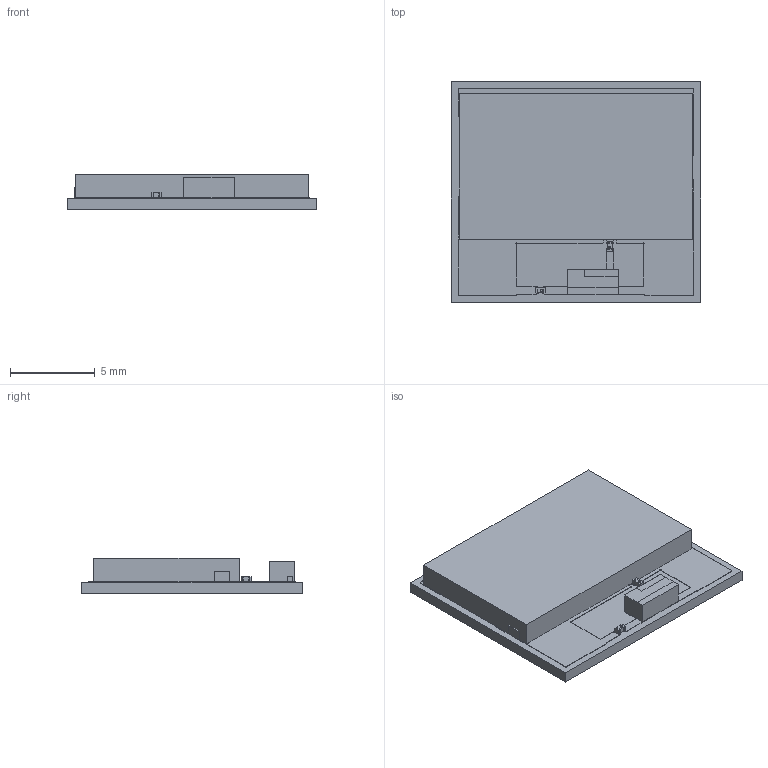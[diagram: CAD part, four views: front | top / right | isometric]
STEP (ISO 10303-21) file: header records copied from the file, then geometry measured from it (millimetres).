
FILE_DESCRIPTION(/* description */ (''),/* implementation_level */ '2;1');
FILE_NAME(/* name */ 'BLE121LR-A.step',/* time_stamp */ '2019-09-24T16:15:44+03:00',/* author */ (''),/* organization */ (''),/* preprocessor_version */ 'ST-DEVELOPER v18',/* originating_system */ 'Autodesk Translation Framework v8.6.0.1094',/* authorisation */ '');
FILE_SCHEMA (('AUTOMOTIVE_DESIGN { 1 0 10303 214 3 1 1 }'));
Products named in the file (172): (Unsaved); DesignRootModel; uid__114; uid__113; uid__112; uid__111; uid__110; uid__109; uid__108; uid__107; uid__106; uid__105; uid__104; uid__103; uid__102; uid__101; uid__100; uid__99; uid__98; uid__97; uid__96; uid__95; uid__94; uid__93; uid__92; uid__91; uid__90; uid__89; uid__88; uid__87; uid__86; uid__85; uid__84; uid__83; uid__82; uid__81; uid__80; uid__79; uid__78; uid__77 ...
Assembly tree (227 placements, depth 5):
  (Unsaved)
    DesignRootModel
      uid__114
      uid__113
      uid__112
      uid__111
      uid__110
      uid__109
      uid__108
      uid__107
      uid__106
      uid__105
      uid__104
      uid__103
      uid__102
      uid__101
      uid__100
      uid__99
      uid__98
      uid__97
      uid__96
      uid__95
      uid__94
      uid__93
      uid__92
      uid__91
      uid__90
      uid__89
      uid__88
      uid__87
      uid__86
      uid__85
      uid__84
      uid__83
      uid__82
      uid__81
      uid__80
      uid__79
      uid__78
      uid__77
      uid__76
      uid__75
      uid__74
      uid__73
      uid__72
      uid__71
      uid__70
      uid__69
      uid__68
      uid__67
      uid__66
      uid__65
      uid__64
      uid__63
      uid__62
      uid__61
      uid__60
      uid__59
      uid__58
      uid__57
Bounding box: 14.7 x 13 x 2.09 mm (x, y, z)
Volume: 307.7 mm3; surface area: 1374 mm2
Topology: 185 solids, 189 shells, 2871 faces, 7331 edges, 4838 vertices
Faces by surface type: plane 1731, cylinder 1084, sphere 56
Full cylindrical faces by diameter (mm): 0.12 x4, 0.341 x1, 0.583 x1
Entity records: 80274 total; most frequent: DIRECTION 13880, CARTESIAN_POINT 13384, ORIENTED_EDGE 12684, EDGE_CURVE 6350, AXIS2_PLACEMENT_3D 4728, LINE 4424, VECTOR 4424, VERTEX_POINT 4232
